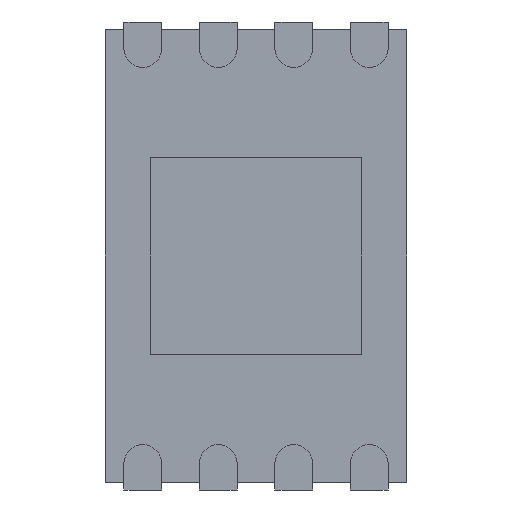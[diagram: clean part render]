
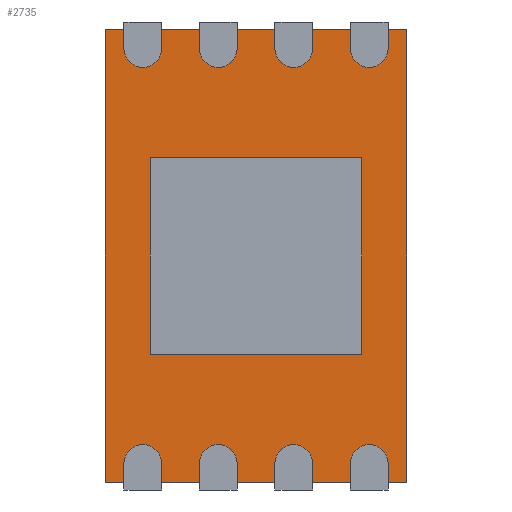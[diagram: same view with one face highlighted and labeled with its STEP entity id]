
A CAD part, front view. The second image highlights one B-rep face of the part: STEP entity #2735.
In plain terms, the highlighted planar face has unit normal (0, -1, 0).
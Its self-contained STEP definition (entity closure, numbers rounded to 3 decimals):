
#2578 = CARTESIAN_POINT ( 'NONE',  ( -1., 0.05, -1.5 ) ) ;
#2579 = VERTEX_POINT ( 'NONE', #2578 ) ;
#2580 = CARTESIAN_POINT ( 'NONE',  ( -1., 0.05, 1.5 ) ) ;
#2581 = VERTEX_POINT ( 'NONE', #2580 ) ;
#2582 = CARTESIAN_POINT ( 'NONE',  ( -1., 0.05, 1.5 ) ) ;
#2583 = DIRECTION ( 'NONE',  ( 0., 0., 1. ) ) ;
#2584 = VECTOR ( 'NONE', #2583, 1000. ) ;
#2585 = LINE ( 'NONE', #2582, #2584 ) ;
#2586 = EDGE_CURVE ( 'NONE', #2579, #2581, #2585, .T. ) ;
#2618 = CARTESIAN_POINT ( 'NONE',  ( 1., 0.05, 1.5 ) ) ;
#2619 = VERTEX_POINT ( 'NONE', #2618 ) ;
#2620 = CARTESIAN_POINT ( 'NONE',  ( 1., 0.05, 1.5 ) ) ;
#2621 = DIRECTION ( 'NONE',  ( 1., 0., 0. ) ) ;
#2622 = VECTOR ( 'NONE', #2621, 1000. ) ;
#2623 = LINE ( 'NONE', #2620, #2622 ) ;
#2624 = EDGE_CURVE ( 'NONE', #2581, #2619, #2623, .T. ) ;
#2649 = CARTESIAN_POINT ( 'NONE',  ( 1., 0.05, -1.5 ) ) ;
#2650 = VERTEX_POINT ( 'NONE', #2649 ) ;
#2651 = CARTESIAN_POINT ( 'NONE',  ( 1., 0.05, 1.5 ) ) ;
#2652 = DIRECTION ( 'NONE',  ( 0., 0., -1. ) ) ;
#2653 = VECTOR ( 'NONE', #2652, 1000. ) ;
#2654 = LINE ( 'NONE', #2651, #2653 ) ;
#2655 = EDGE_CURVE ( 'NONE', #2619, #2650, #2654, .T. ) ;
#2680 = CARTESIAN_POINT ( 'NONE',  ( 1., 0.05, -1.5 ) ) ;
#2681 = DIRECTION ( 'NONE',  ( -1., 0., 0. ) ) ;
#2682 = VECTOR ( 'NONE', #2681, 1000. ) ;
#2683 = LINE ( 'NONE', #2680, #2682 ) ;
#2684 = EDGE_CURVE ( 'NONE', #2650, #2579, #2683, .T. ) ;
#2724 = ORIENTED_EDGE ( 'NONE', *, *, #2586, .F. ) ;
#2725 = ORIENTED_EDGE ( 'NONE', *, *, #2684, .F. ) ;
#2726 = ORIENTED_EDGE ( 'NONE', *, *, #2655, .F. ) ;
#2727 = ORIENTED_EDGE ( 'NONE', *, *, #2624, .F. ) ;
#2728 = EDGE_LOOP ( 'NONE', ( #2724, #2725, #2726, #2727 ) ) ;
#2729 = FACE_OUTER_BOUND ( 'NONE', #2728, .T. ) ;
#2730 = CARTESIAN_POINT ( 'NONE',  ( 0., 0.05, 0. ) ) ;
#2731 = DIRECTION ( 'NONE',  ( 0., 1., 0. ) ) ;
#2732 = DIRECTION ( 'NONE',  ( 0., 0., 1. ) ) ;
#2733 = AXIS2_PLACEMENT_3D ( 'NONE', #2730, #2731, #2732 ) ;
#2734 = PLANE ( 'NONE', #2733 ) ;
#2735 = ADVANCED_FACE ( 'NONE', ( #2729 ), #2734, .F. ) ;
